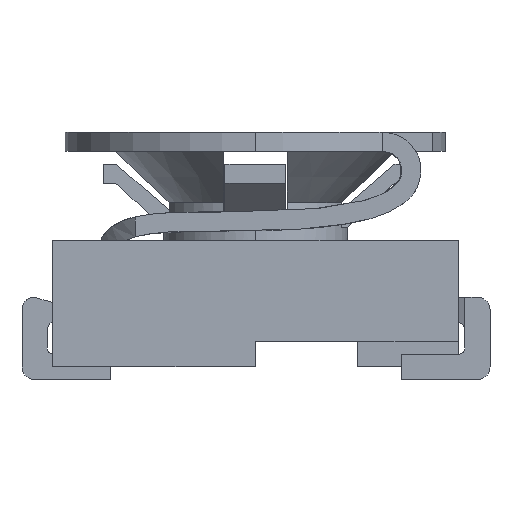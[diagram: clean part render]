
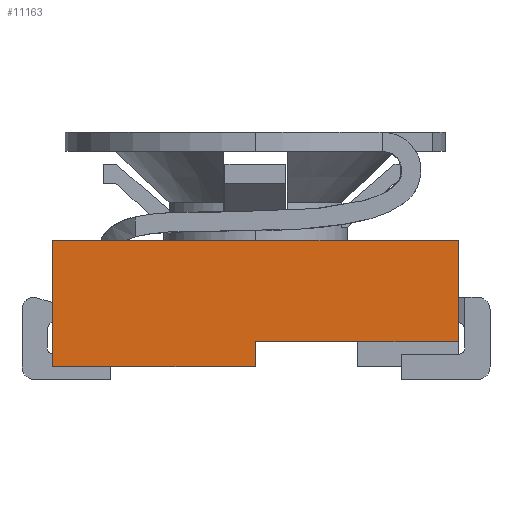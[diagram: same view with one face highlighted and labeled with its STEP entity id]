
A CAD part, left-side view. The second image highlights one B-rep face of the part: STEP entity #11163.
In plain terms, the highlighted planar face has unit normal (-1, 0, 0).
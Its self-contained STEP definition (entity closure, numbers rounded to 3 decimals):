
#71 = VERTEX_POINT ( 'NONE', #2639 ) ;
#463 = VECTOR ( 'NONE', #3739, 1000. ) ;
#1006 = VERTEX_POINT ( 'NONE', #5447 ) ;
#1094 = VECTOR ( 'NONE', #4385, 1000. ) ;
#1174 = PLANE ( 'NONE',  #7508 ) ;
#1585 = VERTEX_POINT ( 'NONE', #5339 ) ;
#2226 = EDGE_LOOP ( 'NONE', ( #7143, #6702, #2494, #11879, #8042, #5819 ) ) ;
#2494 = ORIENTED_EDGE ( 'NONE', *, *, #12418, .F. ) ;
#2639 = CARTESIAN_POINT ( 'NONE',  ( -1.55, 0., 0.1 ) ) ;
#2970 = VECTOR ( 'NONE', #8481, 1000. ) ;
#3041 = EDGE_CURVE ( 'NONE', #1585, #1006, #11905, .T. ) ;
#3131 = DIRECTION ( 'NONE',  ( 0., 1., 0. ) ) ;
#3352 = VECTOR ( 'NONE', #4874, 1000. ) ;
#3678 = LINE ( 'NONE', #8847, #3352 ) ;
#3739 = DIRECTION ( 'NONE',  ( 0., 1., 0. ) ) ;
#4045 = VERTEX_POINT ( 'NONE', #12321 ) ;
#4050 = DIRECTION ( 'NONE',  ( 0., 0., -1. ) ) ;
#4097 = LINE ( 'NONE', #10952, #6428 ) ;
#4385 = DIRECTION ( 'NONE',  ( 0., 0., -1. ) ) ;
#4874 = DIRECTION ( 'NONE',  ( 0., -1., 0. ) ) ;
#5339 = CARTESIAN_POINT ( 'NONE',  ( -1.55, -1.6, 1.1 ) ) ;
#5438 = CARTESIAN_POINT ( 'NONE',  ( -1.55, 1.6, 1.1 ) ) ;
#5447 = CARTESIAN_POINT ( 'NONE',  ( -1.55, -1.6, 0.3 ) ) ;
#5630 = EDGE_CURVE ( 'NONE', #4045, #71, #4097, .T. ) ;
#5819 = ORIENTED_EDGE ( 'NONE', *, *, #7191, .T. ) ;
#6428 = VECTOR ( 'NONE', #4050, 1000. ) ;
#6702 = ORIENTED_EDGE ( 'NONE', *, *, #5630, .F. ) ;
#7143 = ORIENTED_EDGE ( 'NONE', *, *, #11672, .T. ) ;
#7191 = EDGE_CURVE ( 'NONE', #12708, #9741, #10885, .T. ) ;
#7508 = AXIS2_PLACEMENT_3D ( 'NONE', #8098, #9098, #3131 ) ;
#8042 = ORIENTED_EDGE ( 'NONE', *, *, #8821, .F. ) ;
#8098 = CARTESIAN_POINT ( 'NONE',  ( -1.55, 1.6, 1.1 ) ) ;
#8158 = CARTESIAN_POINT ( 'NONE',  ( -1.55, 1.6, 1.1 ) ) ;
#8179 = CARTESIAN_POINT ( 'NONE',  ( -1.55, 1.6, 0.1 ) ) ;
#8481 = DIRECTION ( 'NONE',  ( 0., 0., -1. ) ) ;
#8821 = EDGE_CURVE ( 'NONE', #12708, #1585, #3678, .T. ) ;
#8847 = CARTESIAN_POINT ( 'NONE',  ( -1.55, 1.6, 1.1 ) ) ;
#9098 = DIRECTION ( 'NONE',  ( 1., 0., 0. ) ) ;
#9343 = CARTESIAN_POINT ( 'NONE',  ( -1.55, -1.6, 1.1 ) ) ;
#9741 = VERTEX_POINT ( 'NONE', #8179 ) ;
#10078 = CARTESIAN_POINT ( 'NONE',  ( -1.55, 1.6, 0.1 ) ) ;
#10552 = VECTOR ( 'NONE', #11060, 1000. ) ;
#10668 = CARTESIAN_POINT ( 'NONE',  ( -1.55, 0., 0.3 ) ) ;
#10686 = LINE ( 'NONE', #10668, #463 ) ;
#10863 = LINE ( 'NONE', #10078, #10552 ) ;
#10885 = LINE ( 'NONE', #5438, #2970 ) ;
#10952 = CARTESIAN_POINT ( 'NONE',  ( -1.55, 0., 0.3 ) ) ;
#11060 = DIRECTION ( 'NONE',  ( 0., -1., 0. ) ) ;
#11163 = ADVANCED_FACE ( 'NONE', ( #12725 ), #1174, .F. ) ;
#11672 = EDGE_CURVE ( 'NONE', #9741, #71, #10863, .T. ) ;
#11879 = ORIENTED_EDGE ( 'NONE', *, *, #3041, .F. ) ;
#11905 = LINE ( 'NONE', #9343, #1094 ) ;
#12321 = CARTESIAN_POINT ( 'NONE',  ( -1.55, 0., 0.3 ) ) ;
#12418 = EDGE_CURVE ( 'NONE', #1006, #4045, #10686, .T. ) ;
#12708 = VERTEX_POINT ( 'NONE', #8158 ) ;
#12725 = FACE_OUTER_BOUND ( 'NONE', #2226, .T. ) ;
